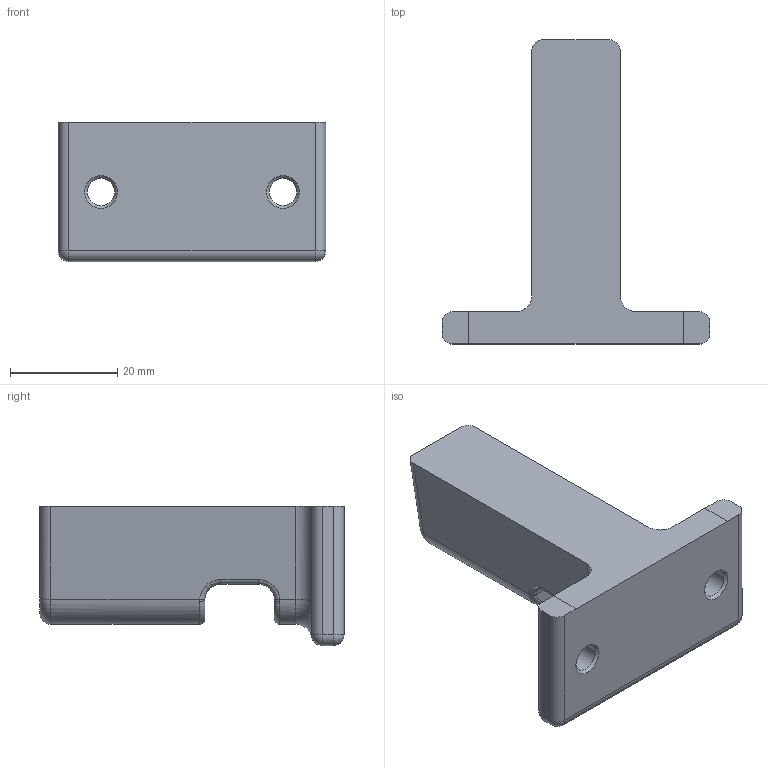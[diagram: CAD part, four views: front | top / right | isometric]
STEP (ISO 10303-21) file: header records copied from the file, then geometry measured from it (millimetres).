
FILE_DESCRIPTION(/* description */ (''),/* implementation_level */ '2;1');
FILE_NAME(/* name */ 'Wall Mount Glasses Stand.stp',/* time_stamp */ '2017-01-15T12:09:47-08:00',/* author */ (''),/* organization */ (''),/* preprocessor_version */ 'ST-DEVELOPER v16.5',/* originating_system */ 'Autodesk Translation Framework v5.2.0.2920',/* authorisation */ '');
FILE_SCHEMA (('AUTOMOTIVE_DESIGN { 1 0 10303 214 3 1 1 }'));
Length unit declared in the file: millimetre
Products named in the file (1): Glasses Stand v3
Bounding box: 50 x 56.8 x 26 mm (x, y, z)
Volume: 20610.1 mm3; surface area: 6699.7 mm2
Topology: 1 solids, 1 shells, 71 faces, 163 edges, 94 vertices
Faces by surface type: cylinder 28, plane 17, bspline 10, torus 8, sphere 4, cone 4
Full cylindrical faces by diameter (mm): 5.1 x2
Entity records: 2177 total; most frequent: CARTESIAN_POINT 545, DIRECTION 365, ORIENTED_EDGE 314, EDGE_CURVE 157, AXIS2_PLACEMENT_3D 150, VERTEX_POINT 94, EDGE_LOOP 81, CIRCLE 76
